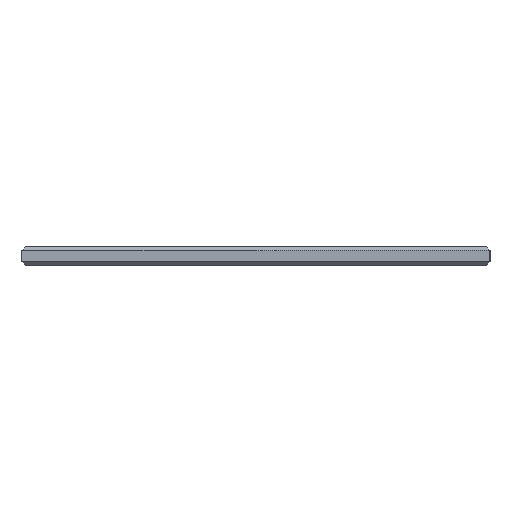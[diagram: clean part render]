
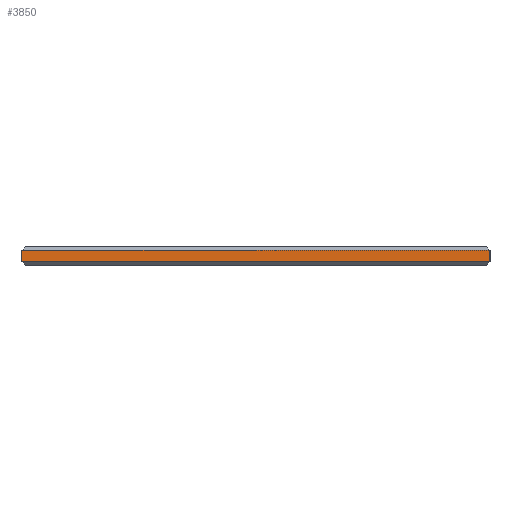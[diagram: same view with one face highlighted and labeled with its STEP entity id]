
A CAD part, left-side view. The second image highlights one B-rep face of the part: STEP entity #3850.
In plain terms, the highlighted planar face has unit normal (-1, 0, 0).
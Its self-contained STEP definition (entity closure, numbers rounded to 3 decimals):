
#163 = CARTESIAN_POINT ( 'NONE',  ( -18., -12.5, 0.5 ) ) ;
#494 = CARTESIAN_POINT ( 'NONE',  ( -18., -12.5, -0.3 ) ) ;
#553 = CARTESIAN_POINT ( 'NONE',  ( -18., 12.5, 0.5 ) ) ;
#557 = CARTESIAN_POINT ( 'NONE',  ( -18., 12.5, -0.3 ) ) ;
#916 = VECTOR ( 'NONE', #7613, 1000. ) ;
#974 = LINE ( 'NONE', #163, #4202 ) ;
#1064 = VECTOR ( 'NONE', #4365, 1000. ) ;
#1140 = DIRECTION ( 'NONE',  ( 0., 1., 0. ) ) ;
#1367 = LINE ( 'NONE', #557, #916 ) ;
#1443 = EDGE_CURVE ( 'NONE', #5779, #3186, #5976, .T. ) ;
#1945 = CARTESIAN_POINT ( 'NONE',  ( -18., 12.5, 0.3 ) ) ;
#2543 = ORIENTED_EDGE ( 'NONE', *, *, #1443, .T. ) ;
#2725 = LINE ( 'NONE', #1945, #5539 ) ;
#2768 = VERTEX_POINT ( 'NONE', #494 ) ;
#3186 = VERTEX_POINT ( 'NONE', #4155 ) ;
#3575 = FACE_OUTER_BOUND ( 'NONE', #4885, .T. ) ;
#3850 = ADVANCED_FACE ( 'NONE', ( #3575 ), #6974, .F. ) ;
#4155 = CARTESIAN_POINT ( 'NONE',  ( -18., 12.5, -0.3 ) ) ;
#4202 = VECTOR ( 'NONE', #7208, 1000. ) ;
#4365 = DIRECTION ( 'NONE',  ( 0., 0., -1. ) ) ;
#4794 = AXIS2_PLACEMENT_3D ( 'NONE', #553, #7609, #6794 ) ;
#4885 = EDGE_LOOP ( 'NONE', ( #2543, #7756, #5941, #6939 ) ) ;
#5165 = CARTESIAN_POINT ( 'NONE',  ( -18., 12.5, 0.5 ) ) ;
#5300 = EDGE_CURVE ( 'NONE', #5807, #5779, #2725, .T. ) ;
#5539 = VECTOR ( 'NONE', #1140, 1000. ) ;
#5779 = VERTEX_POINT ( 'NONE', #6705 ) ;
#5807 = VERTEX_POINT ( 'NONE', #5895 ) ;
#5895 = CARTESIAN_POINT ( 'NONE',  ( -18., -12.5, 0.3 ) ) ;
#5941 = ORIENTED_EDGE ( 'NONE', *, *, #6666, .F. ) ;
#5960 = EDGE_CURVE ( 'NONE', #3186, #2768, #1367, .T. ) ;
#5976 = LINE ( 'NONE', #5165, #1064 ) ;
#6666 = EDGE_CURVE ( 'NONE', #5807, #2768, #974, .T. ) ;
#6705 = CARTESIAN_POINT ( 'NONE',  ( -18., 12.5, 0.3 ) ) ;
#6794 = DIRECTION ( 'NONE',  ( 0., 0., -1. ) ) ;
#6939 = ORIENTED_EDGE ( 'NONE', *, *, #5300, .T. ) ;
#6974 = PLANE ( 'NONE',  #4794 ) ;
#7208 = DIRECTION ( 'NONE',  ( 0., 0., -1. ) ) ;
#7609 = DIRECTION ( 'NONE',  ( 1., 0., 0. ) ) ;
#7613 = DIRECTION ( 'NONE',  ( 0., -1., 0. ) ) ;
#7756 = ORIENTED_EDGE ( 'NONE', *, *, #5960, .T. ) ;
